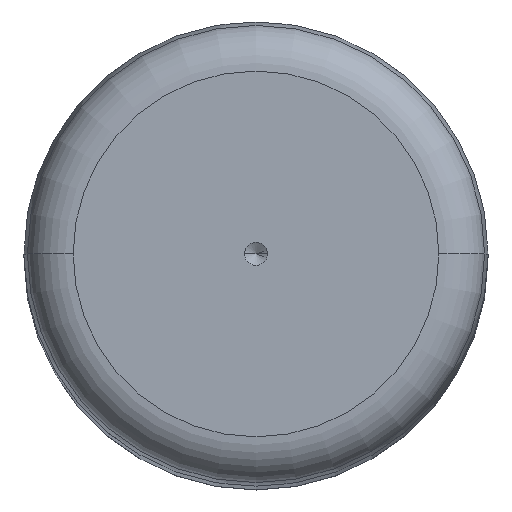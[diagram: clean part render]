
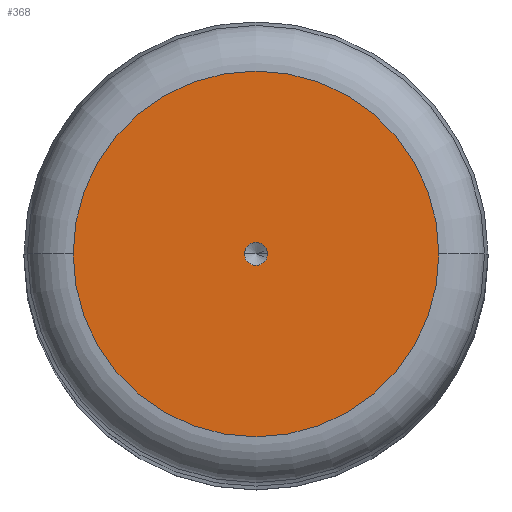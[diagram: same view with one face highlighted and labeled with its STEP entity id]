
A CAD part, top view. The second image highlights one B-rep face of the part: STEP entity #368.
In plain terms, the highlighted planar face has unit normal (0, 0, 1).
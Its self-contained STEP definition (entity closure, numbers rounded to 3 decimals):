
#3 = CARTESIAN_POINT ( 'NONE',  ( 0., 0., 300. ) ) ;
#8 = EDGE_LOOP ( 'NONE', ( #244, #58 ) ) ;
#38 = DIRECTION ( 'NONE',  ( 1., 0., 0. ) ) ;
#58 = ORIENTED_EDGE ( 'NONE', *, *, #292, .T. ) ;
#65 = EDGE_LOOP ( 'NONE', ( #175, #611 ) ) ;
#77 = CIRCLE ( 'NONE', #166, 23.642 ) ;
#79 = FACE_OUTER_BOUND ( 'NONE', #8, .T. ) ;
#85 = CARTESIAN_POINT ( 'NONE',  ( 0., 0., 300. ) ) ;
#109 = VERTEX_POINT ( 'NONE', #271 ) ;
#129 = DIRECTION ( 'NONE',  ( 1., 0., 0. ) ) ;
#151 = DIRECTION ( 'NONE',  ( 1., 0., 0. ) ) ;
#162 = VERTEX_POINT ( 'NONE', #282 ) ;
#166 = AXIS2_PLACEMENT_3D ( 'NONE', #85, #436, #129 ) ;
#175 = ORIENTED_EDGE ( 'NONE', *, *, #190, .F. ) ;
#184 = DIRECTION ( 'NONE',  ( 1., 0., 0. ) ) ;
#185 = EDGE_CURVE ( 'NONE', #162, #367, #77, .T. ) ;
#190 = EDGE_CURVE ( 'NONE', #278, #109, #232, .T. ) ;
#191 = CARTESIAN_POINT ( 'NONE',  ( 0., 0., 300. ) ) ;
#212 = CIRCLE ( 'NONE', #647, 1.5 ) ;
#232 = CIRCLE ( 'NONE', #543, 1.5 ) ;
#242 = DIRECTION ( 'NONE',  ( 0., 0., 1. ) ) ;
#244 = ORIENTED_EDGE ( 'NONE', *, *, #185, .T. ) ;
#253 = DIRECTION ( 'NONE',  ( 0., 0., 1. ) ) ;
#271 = CARTESIAN_POINT ( 'NONE',  ( -1.5, 0., 300. ) ) ;
#278 = VERTEX_POINT ( 'NONE', #603 ) ;
#282 = CARTESIAN_POINT ( 'NONE',  ( 23.642, 0., 300. ) ) ;
#292 = EDGE_CURVE ( 'NONE', #367, #162, #476, .T. ) ;
#310 = AXIS2_PLACEMENT_3D ( 'NONE', #191, #242, #38 ) ;
#316 = DIRECTION ( 'NONE',  ( 1., 0., 0. ) ) ;
#367 = VERTEX_POINT ( 'NONE', #456 ) ;
#368 = ADVANCED_FACE ( 'NONE', ( #648, #79 ), #461, .T. ) ;
#418 = AXIS2_PLACEMENT_3D ( 'NONE', #514, #253, #151 ) ;
#436 = DIRECTION ( 'NONE',  ( 0., 0., 1. ) ) ;
#456 = CARTESIAN_POINT ( 'NONE',  ( -23.642, 0., 300. ) ) ;
#461 = PLANE ( 'NONE',  #418 ) ;
#476 = CIRCLE ( 'NONE', #310, 23.642 ) ;
#488 = CARTESIAN_POINT ( 'NONE',  ( 0., 0., 300. ) ) ;
#514 = CARTESIAN_POINT ( 'NONE',  ( 0., 0., 300. ) ) ;
#543 = AXIS2_PLACEMENT_3D ( 'NONE', #488, #651, #184 ) ;
#577 = DIRECTION ( 'NONE',  ( 0., 0., 1. ) ) ;
#580 = EDGE_CURVE ( 'NONE', #109, #278, #212, .T. ) ;
#603 = CARTESIAN_POINT ( 'NONE',  ( 1.5, 0., 300. ) ) ;
#611 = ORIENTED_EDGE ( 'NONE', *, *, #580, .F. ) ;
#647 = AXIS2_PLACEMENT_3D ( 'NONE', #3, #577, #316 ) ;
#648 = FACE_BOUND ( 'NONE', #65, .T. ) ;
#651 = DIRECTION ( 'NONE',  ( 0., 0., 1. ) ) ;
